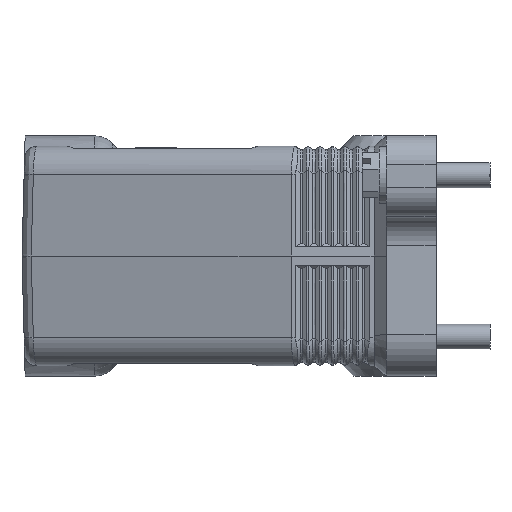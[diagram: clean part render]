
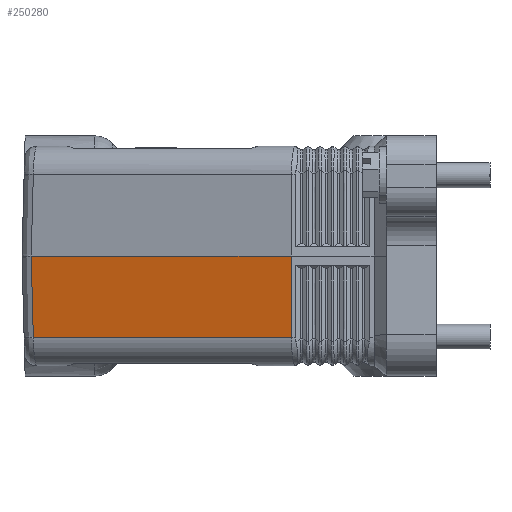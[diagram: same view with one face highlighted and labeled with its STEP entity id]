
A CAD part, left-side view. The second image highlights one B-rep face of the part: STEP entity #250280.
In plain terms, the highlighted planar face has unit normal (-0.966, 0.259, -0.026).
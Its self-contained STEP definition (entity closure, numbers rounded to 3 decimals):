
#203900=CARTESIAN_POINT('',(61.9,31.226,
-45.683));
#203910=VERTEX_POINT('',#203900);
#203940=CARTESIAN_POINT('',(60.704,31.384,0.));
#203950=DIRECTION('',(0.026,-0.003,
-1.));
#203960=VECTOR('',#203950,1.);
#203970=LINE('',#203940,#203960);
#203980=CARTESIAN_POINT('',(61.385,31.294,-26.));
#203990=VERTEX_POINT('',#203980);
#204000=EDGE_CURVE('',#203990,#203910,#203970,.T.);
#222880=CARTESIAN_POINT('',(78.206,94.071,
-26.));
#222890=VERTEX_POINT('',#222880);
#222920=CARTESIAN_POINT('',(78.602,93.556,
-45.683));
#222930=CARTESIAN_POINT('',(78.599,93.559,
-45.562));
#222940=CARTESIAN_POINT('',(78.597,93.562,
-45.44));
#222950=CARTESIAN_POINT('',(78.467,93.731,
-39.001));
#222960=CARTESIAN_POINT('',(78.34,93.896,
-32.683));
#222970=CARTESIAN_POINT('',(78.211,94.065,
-26.243));
#222980=CARTESIAN_POINT('',(78.208,94.068,
-26.122));
#222990=CARTESIAN_POINT('',(78.206,94.071,
-26.));
#223000=B_SPLINE_CURVE_WITH_KNOTS('',3,(#222920,#222930,#222940,#222950,
#222960,#222970,#222980,#222990),.UNSPECIFIED.,.F.,.F.,(4,2,2,4),(0.,
0.365,19.329,19.694),.UNSPECIFIED.);
#223010=CARTESIAN_POINT('',(78.602,93.556,
-45.683));
#223020=VERTEX_POINT('',#223010);
#223030=EDGE_CURVE('',#223020,#222890,#223000,.T.);
#250070=CARTESIAN_POINT('',(82.139,106.118,
-51.991));
#250080=DIRECTION('',(0.966,-0.259,
0.026));
#250090=DIRECTION('',(0.259,0.966,0.));
#250100=AXIS2_PLACEMENT_3D('',#250070,#250080,#250090);
#250110=PLANE('',#250100);
#250120=ORIENTED_EDGE('',*,*,#223030,.F.);
#250130=CARTESIAN_POINT('',(53.,0.,-26.));
#250140=DIRECTION('',(-0.259,-0.966,0.));
#250150=VECTOR('',#250140,1.);
#250160=LINE('',#250130,#250150);
#250170=EDGE_CURVE('',#222890,#203990,#250160,.T.);
#250180=ORIENTED_EDGE('',*,*,#250170,.F.);
#250190=ORIENTED_EDGE('',*,*,#204000,.F.);
#250200=CARTESIAN_POINT('',(81.979,106.161,
-45.683));
#250210=DIRECTION('',(0.259,0.966,0.));
#250220=VECTOR('',#250210,1.);
#250230=LINE('',#250200,#250220);
#250240=EDGE_CURVE('',#203910,#223020,#250230,.T.);
#250250=ORIENTED_EDGE('',*,*,#250240,.F.);
#250260=EDGE_LOOP('',(#250250,#250190,#250180,#250120));
#250270=FACE_OUTER_BOUND('',#250260,.T.);
#250280=ADVANCED_FACE('',(#250270),#250110,.F.);
